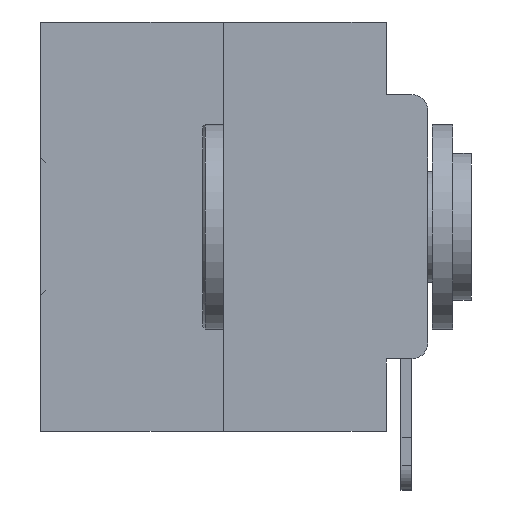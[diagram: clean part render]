
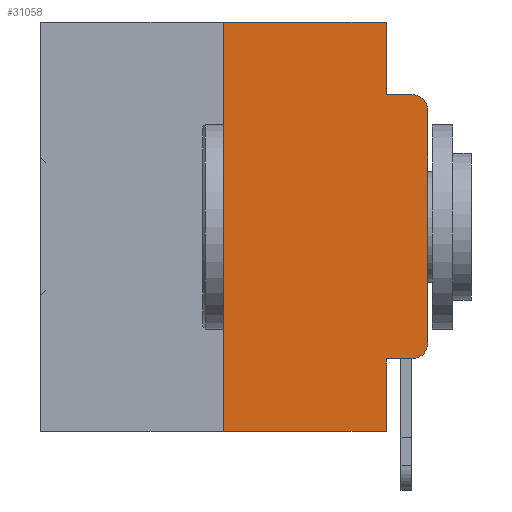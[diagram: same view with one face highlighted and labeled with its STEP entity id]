
A CAD part, left-side view. The second image highlights one B-rep face of the part: STEP entity #31058.
In plain terms, the highlighted planar face has unit normal (-1, 0, 0).
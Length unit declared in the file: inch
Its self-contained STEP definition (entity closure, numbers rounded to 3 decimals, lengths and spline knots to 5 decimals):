
#28 = DIRECTION ( 'NONE',  ( 0., 0., 1. ) ) ;
#123 = EDGE_CURVE ( 'NONE', #28621, #29720, #12764, .T. ) ;
#283 = DIRECTION ( 'NONE',  ( 0., -1., 0. ) ) ;
#651 = VERTEX_POINT ( 'NONE', #20277 ) ;
#816 = LINE ( 'NONE', #32508, #14578 ) ;
#983 = ORIENTED_EDGE ( 'NONE', *, *, #33692, .F. ) ;
#1467 = CARTESIAN_POINT ( 'NONE',  ( 0., 0.473, 0. ) ) ;
#2142 = LINE ( 'NONE', #20858, #26344 ) ;
#2509 = CARTESIAN_POINT ( 'NONE',  ( 0., 0.02, -0.1085 ) ) ;
#3468 = DIRECTION ( 'NONE',  ( 0., 0., -1. ) ) ;
#3636 = VERTEX_POINT ( 'NONE', #34856 ) ;
#4068 = EDGE_CURVE ( 'NONE', #3636, #17857, #2142, .T. ) ;
#4664 = DIRECTION ( 'NONE',  ( 0., -1., 0. ) ) ;
#4908 = VECTOR ( 'NONE', #25917, 39.37008 ) ;
#5101 = FACE_OUTER_BOUND ( 'NONE', #34050, .T. ) ;
#5311 = DIRECTION ( 'NONE',  ( 0., 0., -1. ) ) ;
#5446 = AXIS2_PLACEMENT_3D ( 'NONE', #32891, #6038, #24926 ) ;
#5870 = CARTESIAN_POINT ( 'NONE',  ( 0., 0.051, -0.4115 ) ) ;
#6038 = DIRECTION ( 'NONE',  ( 1., 0., 0. ) ) ;
#6758 = VECTOR ( 'NONE', #7056, 39.37008 ) ;
#7056 = DIRECTION ( 'NONE',  ( 0., 0., 1. ) ) ;
#7179 = CARTESIAN_POINT ( 'NONE',  ( 0., 0.25, 0. ) ) ;
#7517 = ORIENTED_EDGE ( 'NONE', *, *, #28313, .F. ) ;
#8323 = ORIENTED_EDGE ( 'NONE', *, *, #16835, .T. ) ;
#8402 = ORIENTED_EDGE ( 'NONE', *, *, #34352, .T. ) ;
#8485 = EDGE_CURVE ( 'NONE', #26995, #27838, #12158, .T. ) ;
#8759 = ORIENTED_EDGE ( 'NONE', *, *, #123, .T. ) ;
#10008 = ORIENTED_EDGE ( 'NONE', *, *, #8485, .F. ) ;
#11236 = AXIS2_PLACEMENT_3D ( 'NONE', #2509, #21494, #5311 ) ;
#11379 = PLANE ( 'NONE',  #5446 ) ;
#12074 = EDGE_CURVE ( 'NONE', #26729, #27907, #19832, .T. ) ;
#12158 = LINE ( 'NONE', #1467, #4908 ) ;
#12268 = VECTOR ( 'NONE', #27237, 39.37008 ) ;
#12764 = LINE ( 'NONE', #21142, #32500 ) ;
#13242 = EDGE_CURVE ( 'NONE', #21242, #17857, #24797, .T. ) ;
#14578 = VECTOR ( 'NONE', #28, 39.37008 ) ;
#14786 = DIRECTION ( 'NONE',  ( -1., 0., 0. ) ) ;
#15259 = CARTESIAN_POINT ( 'NONE',  ( 0., 0.25, -0.5 ) ) ;
#16835 = EDGE_CURVE ( 'NONE', #651, #21242, #816, .T. ) ;
#17039 = CARTESIAN_POINT ( 'NONE',  ( 0., 0.051, 0. ) ) ;
#17857 = VERTEX_POINT ( 'NONE', #20516 ) ;
#19123 = CARTESIAN_POINT ( 'NONE',  ( 0., 0.051, 0. ) ) ;
#19832 = LINE ( 'NONE', #5870, #33279 ) ;
#20199 = ORIENTED_EDGE ( 'NONE', *, *, #12074, .T. ) ;
#20277 = CARTESIAN_POINT ( 'NONE',  ( 0., 0., -0.3915 ) ) ;
#20516 = CARTESIAN_POINT ( 'NONE',  ( 0., 0.02, -0.0885 ) ) ;
#20858 = CARTESIAN_POINT ( 'NONE',  ( 0., 0.051, -0.0885 ) ) ;
#20985 = DIRECTION ( 'NONE',  ( 0., -1., 0. ) ) ;
#21142 = CARTESIAN_POINT ( 'NONE',  ( 0., 0.473, -0.5 ) ) ;
#21242 = VERTEX_POINT ( 'NONE', #33372 ) ;
#21494 = DIRECTION ( 'NONE',  ( -1., 0., 0. ) ) ;
#22629 = ORIENTED_EDGE ( 'NONE', *, *, #13242, .T. ) ;
#22833 = CARTESIAN_POINT ( 'NONE',  ( 0., 0.051, -0.4115 ) ) ;
#23087 = ORIENTED_EDGE ( 'NONE', *, *, #4068, .F. ) ;
#24797 = CIRCLE ( 'NONE', #11236, 0.02 ) ;
#24926 = DIRECTION ( 'NONE',  ( 0., 0., -1. ) ) ;
#25607 = VECTOR ( 'NONE', #3468, 39.37008 ) ;
#25682 = AXIS2_PLACEMENT_3D ( 'NONE', #30874, #14786, #33534 ) ;
#25855 = CARTESIAN_POINT ( 'NONE',  ( 0., 0.051, -0.5 ) ) ;
#25917 = DIRECTION ( 'NONE',  ( 0., -1., 0. ) ) ;
#26344 = VECTOR ( 'NONE', #4664, 39.37008 ) ;
#26729 = VERTEX_POINT ( 'NONE', #22833 ) ;
#26995 = VERTEX_POINT ( 'NONE', #32488 ) ;
#27237 = DIRECTION ( 'NONE',  ( 0., 0., -1. ) ) ;
#27745 = ORIENTED_EDGE ( 'NONE', *, *, #31905, .F. ) ;
#27838 = VERTEX_POINT ( 'NONE', #33243 ) ;
#27907 = VERTEX_POINT ( 'NONE', #33592 ) ;
#28265 = LINE ( 'NONE', #19123, #12268 ) ;
#28313 = EDGE_CURVE ( 'NONE', #26729, #29720, #28265, .T. ) ;
#28621 = VERTEX_POINT ( 'NONE', #15259 ) ;
#29123 = LINE ( 'NONE', #7179, #6758 ) ;
#29720 = VERTEX_POINT ( 'NONE', #25855 ) ;
#30874 = CARTESIAN_POINT ( 'NONE',  ( 0., 0.02, -0.3915 ) ) ;
#31058 = ADVANCED_FACE ( 'NONE', ( #5101 ), #11379, .F. ) ;
#31457 = CIRCLE ( 'NONE', #25682, 0.02 ) ;
#31905 = EDGE_CURVE ( 'NONE', #28621, #26995, #29123, .T. ) ;
#32488 = CARTESIAN_POINT ( 'NONE',  ( 0., 0.25, 0. ) ) ;
#32500 = VECTOR ( 'NONE', #20985, 39.37008 ) ;
#32508 = CARTESIAN_POINT ( 'NONE',  ( 0., 0., 0. ) ) ;
#32739 = LINE ( 'NONE', #17039, #25607 ) ;
#32891 = CARTESIAN_POINT ( 'NONE',  ( 0., 0.473, 0. ) ) ;
#33243 = CARTESIAN_POINT ( 'NONE',  ( 0., 0.051, 0. ) ) ;
#33279 = VECTOR ( 'NONE', #283, 39.37008 ) ;
#33372 = CARTESIAN_POINT ( 'NONE',  ( 0., 0., -0.1085 ) ) ;
#33534 = DIRECTION ( 'NONE',  ( 0., 0., -1. ) ) ;
#33592 = CARTESIAN_POINT ( 'NONE',  ( 0., 0.02, -0.4115 ) ) ;
#33692 = EDGE_CURVE ( 'NONE', #27838, #3636, #32739, .T. ) ;
#34050 = EDGE_LOOP ( 'NONE', ( #8323, #22629, #23087, #983, #10008, #27745, #8759, #7517, #20199, #8402 ) ) ;
#34352 = EDGE_CURVE ( 'NONE', #27907, #651, #31457, .T. ) ;
#34856 = CARTESIAN_POINT ( 'NONE',  ( 0., 0.051, -0.0885 ) ) ;
